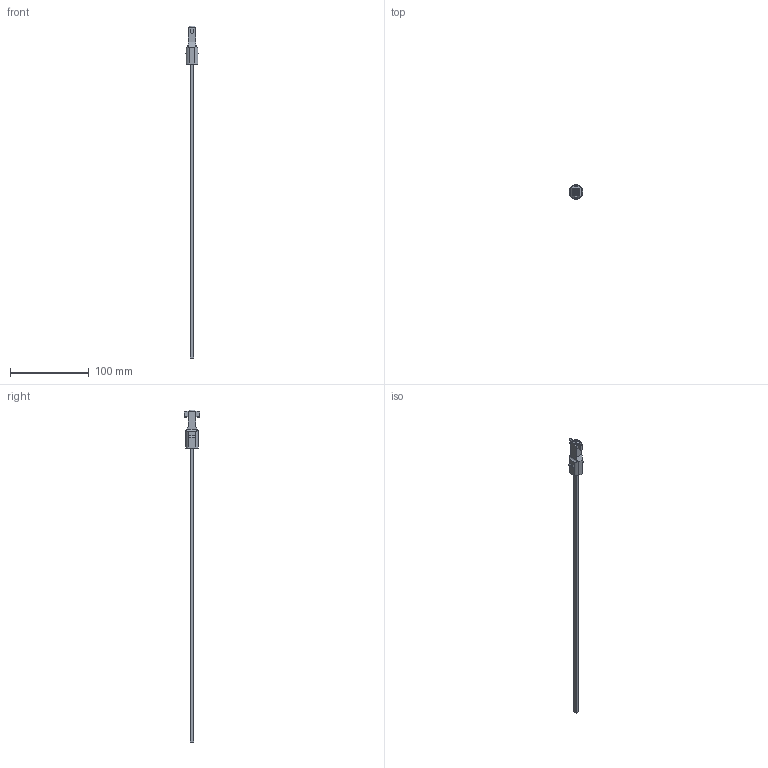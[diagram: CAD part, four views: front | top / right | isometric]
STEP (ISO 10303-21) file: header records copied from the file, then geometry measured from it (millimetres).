
FILE_DESCRIPTION((''),'2;1');
FILE_NAME('14070532_ASM','2021-09-17T',('marketing.praksa'),('Audax d.o.o.'),'CREO PARAMETRIC BY PTC INC, 2017480','CREO PARAMETRIC BY PTC INC, 2017480','');
FILE_SCHEMA(('AUTOMOTIVE_DESIGN { 1 0 10303 214 1 1 1 1 }'));
Products named in the file (7): PRT9562_1_1_2_1; PRT9562_1_1_2_2; PRT9562_1_1_2_3; PRT9562_1_1_2_ASM; 14040540_02_1_1_2; SHAF; 14070532_ASM
Assembly tree (6 placements, depth 3):
  14070532_ASM
    PRT9562_1_1_2_ASM
      PRT9562_1_1_2_1
      PRT9562_1_1_2_2
      PRT9562_1_1_2_3
    14040540_02_1_1_2
    SHAF
Bounding box: 17.2 x 20 x 421.25 mm (x, y, z)
Volume: 17759.1 mm3; surface area: 10950.4 mm2
Topology: 5 solids, 5 shells, 166 faces, 448 edges, 300 vertices
Faces by surface type: plane 94, cylinder 66, cone 6
Entity records: 8540 total; most frequent: CARTESIAN_POINT 1172, ORIENTED_EDGE 896, DIRECTION 880, PRESENTATION_STYLE_ASSIGNMENT 619, STYLED_ITEM 619, CURVE_STYLE 448, EDGE_CURVE 448, VERTEX_POINT 300
